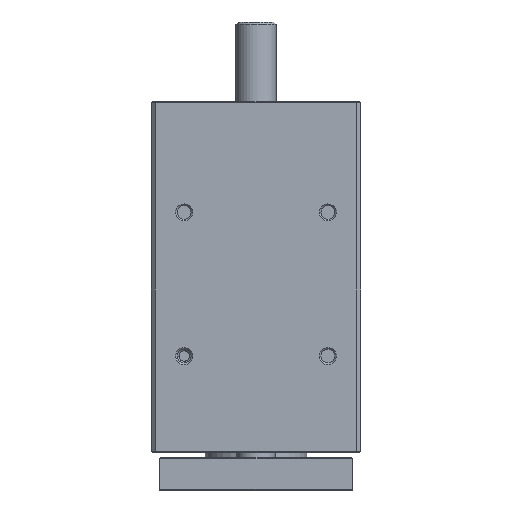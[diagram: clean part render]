
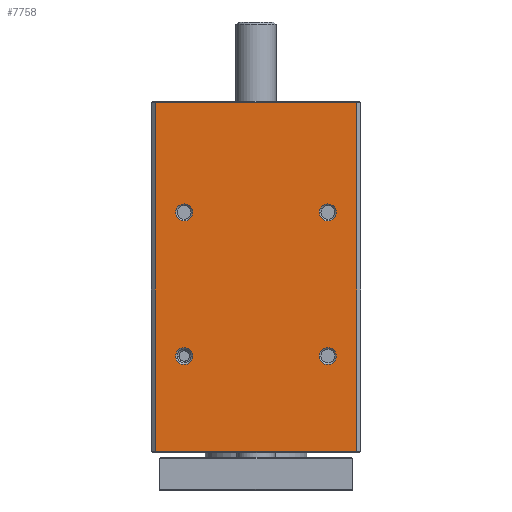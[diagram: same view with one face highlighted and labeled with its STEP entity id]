
A CAD part, front view. The second image highlights one B-rep face of the part: STEP entity #7758.
In plain terms, the highlighted face is planar.
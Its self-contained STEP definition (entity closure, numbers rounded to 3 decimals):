
#1161 = EDGE_LOOP ( 'NONE', ( #5598, #1519 ) ) ;
#1204 = EDGE_LOOP ( 'NONE', ( #5608, #5592 ) ) ;
#1206 = EDGE_LOOP ( 'NONE', ( #1499, #5594, #1520, #5599 ) ) ;
#1208 = EDGE_LOOP ( 'NONE', ( #5591, #5600 ) ) ;
#1209 = EDGE_LOOP ( 'NONE', ( #5585, #1494 ) ) ;
#1494 = ORIENTED_EDGE ( 'NONE', *, *, #9200, .T. ) ;
#1499 = ORIENTED_EDGE ( 'NONE', *, *, #9186, .T. ) ;
#1519 = ORIENTED_EDGE ( 'NONE', *, *, #9189, .T. ) ;
#1520 = ORIENTED_EDGE ( 'NONE', *, *, #9198, .T. ) ;
#2056 = DIRECTION ( 'NONE',  ( 0., -1., 0. ) ) ;
#2160 = DIRECTION ( 'NONE',  ( 0., 0., -1. ) ) ;
#2200 = CARTESIAN_POINT ( 'NONE',  ( 213., 158., 20.5 ) ) ;
#2203 = DIRECTION ( 'NONE',  ( -1., 0., 0. ) ) ;
#2204 = DIRECTION ( 'NONE',  ( 0., 0., 1. ) ) ;
#2206 = CARTESIAN_POINT ( 'NONE',  ( 213., 158., 109.5 ) ) ;
#2210 = DIRECTION ( 'NONE',  ( -1., 0., 0. ) ) ;
#2211 = DIRECTION ( 'NONE',  ( 0., 0., 1. ) ) ;
#2218 = DIRECTION ( 'NONE',  ( 0., 1., 0. ) ) ;
#2219 = CARTESIAN_POINT ( 'NONE',  ( 213., 0., 2.5 ) ) ;
#2222 = CARTESIAN_POINT ( 'NONE',  ( 213., 217., 130. ) ) ;
#2223 = DIRECTION ( 'NONE',  ( 0., 0., 1. ) ) ;
#2224 = CARTESIAN_POINT ( 'NONE',  ( 213., 69., 109.5 ) ) ;
#2250 = DIRECTION ( 'NONE',  ( 0., 0., 1. ) ) ;
#2251 = DIRECTION ( 'NONE',  ( -1., 0., 0. ) ) ;
#2253 = DIRECTION ( 'NONE',  ( 0., 0., 1. ) ) ;
#2254 = DIRECTION ( 'NONE',  ( -1., 0., 0. ) ) ;
#2298 = CARTESIAN_POINT ( 'NONE',  ( 213., 0., 127.5 ) ) ;
#2362 = CARTESIAN_POINT ( 'NONE',  ( 213., 69., 20.5 ) ) ;
#2428 = CARTESIAN_POINT ( 'NONE',  ( 213., 1., 130. ) ) ;
#2714 = DIRECTION ( 'NONE',  ( -1., 0., 0. ) ) ;
#2715 = DIRECTION ( 'NONE',  ( 0., 0., 1. ) ) ;
#2720 = CARTESIAN_POINT ( 'NONE',  ( 213., 158., 20.5 ) ) ;
#2806 = CARTESIAN_POINT ( 'NONE',  ( 213., 158., 109.5 ) ) ;
#2807 = DIRECTION ( 'NONE',  ( -1., 0., 0. ) ) ;
#2808 = DIRECTION ( 'NONE',  ( 0., 0., 1. ) ) ;
#2841 = CARTESIAN_POINT ( 'NONE',  ( 213., 69., 109.5 ) ) ;
#2842 = DIRECTION ( 'NONE',  ( -1., 0., 0. ) ) ;
#2843 = DIRECTION ( 'NONE',  ( 0., 0., 1. ) ) ;
#2855 = CARTESIAN_POINT ( 'NONE',  ( 213., 69., 20.5 ) ) ;
#2856 = DIRECTION ( 'NONE',  ( -1., 0., 0. ) ) ;
#2857 = DIRECTION ( 'NONE',  ( 0., 0., 1. ) ) ;
#3082 = EDGE_CURVE ( 'NONE', #6124, #6158, #4620, .T. ) ;
#3107 = EDGE_CURVE ( 'NONE', #6095, #6172, #4658, .T. ) ;
#3120 = EDGE_CURVE ( 'NONE', #5897, #6182, #4679, .T. ) ;
#3126 = EDGE_CURVE ( 'NONE', #6202, #5964, #4688, .T. ) ;
#4069 = AXIS2_PLACEMENT_3D ( 'NONE', #2720, #2714, #2715 ) ;
#4077 = AXIS2_PLACEMENT_3D ( 'NONE', #2806, #2807, #2808 ) ;
#4080 = AXIS2_PLACEMENT_3D ( 'NONE', #2841, #2842, #2843 ) ;
#4085 = AXIS2_PLACEMENT_3D ( 'NONE', #2855, #2856, #2857 ) ;
#4620 = CIRCLE ( 'NONE', #4069, 5.25 ) ;
#4658 = CIRCLE ( 'NONE', #4077, 5.25 ) ;
#4679 = CIRCLE ( 'NONE', #4080, 5.25 ) ;
#4688 = CIRCLE ( 'NONE', #4085, 5.25 ) ;
#5460 = AXIS2_PLACEMENT_3D ( 'NONE', #7113, #7083, #7082 ) ;
#5498 = AXIS2_PLACEMENT_3D ( 'NONE', #2362, #2254, #2253 ) ;
#5500 = AXIS2_PLACEMENT_3D ( 'NONE', #2200, #2251, #2250 ) ;
#5503 = AXIS2_PLACEMENT_3D ( 'NONE', #2206, #2203, #2204 ) ;
#5504 = AXIS2_PLACEMENT_3D ( 'NONE', #2224, #2210, #2211 ) ;
#5585 = ORIENTED_EDGE ( 'NONE', *, *, #3107, .T. ) ;
#5591 = ORIENTED_EDGE ( 'NONE', *, *, #3126, .T. ) ;
#5592 = ORIENTED_EDGE ( 'NONE', *, *, #9199, .T. ) ;
#5594 = ORIENTED_EDGE ( 'NONE', *, *, #9185, .T. ) ;
#5598 = ORIENTED_EDGE ( 'NONE', *, *, #3082, .T. ) ;
#5599 = ORIENTED_EDGE ( 'NONE', *, *, #9193, .T. ) ;
#5600 = ORIENTED_EDGE ( 'NONE', *, *, #9187, .T. ) ;
#5608 = ORIENTED_EDGE ( 'NONE', *, *, #3120, .T. ) ;
#5873 = VERTEX_POINT ( 'NONE', #7314 ) ;
#5897 = VERTEX_POINT ( 'NONE', #7233 ) ;
#5954 = VERTEX_POINT ( 'NONE', #7046 ) ;
#5964 = VERTEX_POINT ( 'NONE', #7691 ) ;
#6095 = VERTEX_POINT ( 'NONE', #7521 ) ;
#6118 = VERTEX_POINT ( 'NONE', #7491 ) ;
#6124 = VERTEX_POINT ( 'NONE', #7484 ) ;
#6126 = VERTEX_POINT ( 'NONE', #7482 ) ;
#6158 = VERTEX_POINT ( 'NONE', #7448 ) ;
#6172 = VERTEX_POINT ( 'NONE', #7431 ) ;
#6182 = VERTEX_POINT ( 'NONE', #7419 ) ;
#6202 = VERTEX_POINT ( 'NONE', #7388 ) ;
#7046 = CARTESIAN_POINT ( 'NONE',  ( 213., 217., 127.5 ) ) ;
#7082 = DIRECTION ( 'NONE',  ( 0., 0., 1. ) ) ;
#7083 = DIRECTION ( 'NONE',  ( -1., 0., 0. ) ) ;
#7113 = CARTESIAN_POINT ( 'NONE',  ( 213., 0., 130. ) ) ;
#7117 = PLANE ( 'NONE',  #5460 ) ;
#7233 = CARTESIAN_POINT ( 'NONE',  ( 213., 69., 104.25 ) ) ;
#7314 = CARTESIAN_POINT ( 'NONE',  ( 213., 1., 127.5 ) ) ;
#7388 = CARTESIAN_POINT ( 'NONE',  ( 213., 69., 15.25 ) ) ;
#7419 = CARTESIAN_POINT ( 'NONE',  ( 213., 69., 114.75 ) ) ;
#7431 = CARTESIAN_POINT ( 'NONE',  ( 213., 158., 114.75 ) ) ;
#7448 = CARTESIAN_POINT ( 'NONE',  ( 213., 158., 25.75 ) ) ;
#7482 = CARTESIAN_POINT ( 'NONE',  ( 213., 217., 2.5 ) ) ;
#7484 = CARTESIAN_POINT ( 'NONE',  ( 213., 158., 15.25 ) ) ;
#7491 = CARTESIAN_POINT ( 'NONE',  ( 213., 1., 2.5 ) ) ;
#7521 = CARTESIAN_POINT ( 'NONE',  ( 213., 158., 104.25 ) ) ;
#7691 = CARTESIAN_POINT ( 'NONE',  ( 213., 69., 25.75 ) ) ;
#7758 = ADVANCED_FACE ( 'NONE', ( #8131, #8127, #8134, #8136, #8132 ), #7117, .F. ) ;
#8127 = FACE_BOUND ( 'NONE', #1208, .T. ) ;
#8131 = FACE_BOUND ( 'NONE', #1161, .T. ) ;
#8132 = FACE_OUTER_BOUND ( 'NONE', #1206, .T. ) ;
#8134 = FACE_BOUND ( 'NONE', #1204, .T. ) ;
#8136 = FACE_BOUND ( 'NONE', #1209, .T. ) ;
#8260 = LINE ( 'NONE', #2298, #8269 ) ;
#8267 = LINE ( 'NONE', #2428, #8268 ) ;
#8268 = VECTOR ( 'NONE', #2160, 1000. ) ;
#8269 = VECTOR ( 'NONE', #2056, 1000. ) ;
#8272 = CIRCLE ( 'NONE', #5498, 5.25 ) ;
#8273 = VECTOR ( 'NONE', #2223, 1000. ) ;
#8275 = CIRCLE ( 'NONE', #5500, 5.25 ) ;
#8276 = LINE ( 'NONE', #2222, #8273 ) ;
#8285 = LINE ( 'NONE', #2219, #8286 ) ;
#8286 = VECTOR ( 'NONE', #2218, 1000. ) ;
#8289 = CIRCLE ( 'NONE', #5504, 5.25 ) ;
#8291 = CIRCLE ( 'NONE', #5503, 5.25 ) ;
#9185 = EDGE_CURVE ( 'NONE', #5873, #6118, #8267, .T. ) ;
#9186 = EDGE_CURVE ( 'NONE', #5954, #5873, #8260, .T. ) ;
#9187 = EDGE_CURVE ( 'NONE', #5964, #6202, #8272, .T. ) ;
#9189 = EDGE_CURVE ( 'NONE', #6158, #6124, #8275, .T. ) ;
#9193 = EDGE_CURVE ( 'NONE', #6126, #5954, #8276, .T. ) ;
#9198 = EDGE_CURVE ( 'NONE', #6118, #6126, #8285, .T. ) ;
#9199 = EDGE_CURVE ( 'NONE', #6182, #5897, #8289, .T. ) ;
#9200 = EDGE_CURVE ( 'NONE', #6172, #6095, #8291, .T. ) ;
